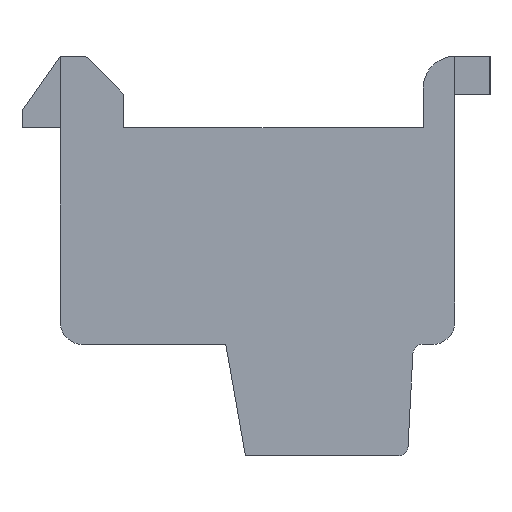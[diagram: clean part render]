
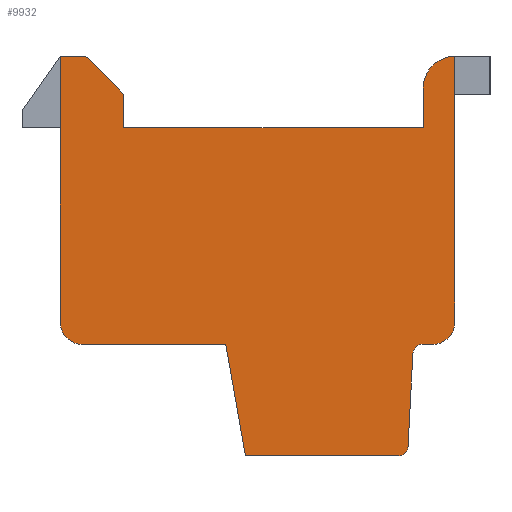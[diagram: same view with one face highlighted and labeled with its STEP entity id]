
A CAD part, left-side view. The second image highlights one B-rep face of the part: STEP entity #9932.
In plain terms, the highlighted planar face has unit normal (-1, 0, 0).
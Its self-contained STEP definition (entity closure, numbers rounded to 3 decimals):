
#1=CARTESIAN_POINT('',(0.,-5.55,-2.075));
#2=DIRECTION('',(1.,0.,0.));
#3=DIRECTION('',(0.,-1.,0.));
#4=AXIS2_PLACEMENT_3D('',#1,#2,#3);
#6=DIRECTION('',(0.,1.,0.));
#7=VECTOR('',#6,0.323);
#8=CARTESIAN_POINT('',(0.,-5.55,-2.775));
#9=LINE('',#8,#7);
#10=CARTESIAN_POINT('',(0.,-5.227,-3.075));
#11=DIRECTION('',(-1.,0.,0.));
#12=DIRECTION('',(0.,0.,1.));
#13=AXIS2_PLACEMENT_3D('',#10,#11,#12);
#15=DIRECTION('',(0.,0.052,-0.999));
#16=VECTOR('',#15,2.904);
#17=CARTESIAN_POINT('',(0.,-4.927,-3.075));
#18=LINE('',#17,#16);
#19=CARTESIAN_POINT('',(0.,-4.475,-5.975));
#20=DIRECTION('',(1.,0.,0.));
#21=DIRECTION('',(0.,-1.,0.));
#22=AXIS2_PLACEMENT_3D('',#19,#20,#21);
#24=DIRECTION('',(0.,1.,0.));
#25=VECTOR('',#24,4.808);
#26=CARTESIAN_POINT('',(0.,-4.475,-6.275));
#27=LINE('',#26,#25);
#28=DIRECTION('',(0.,0.174,0.985));
#29=VECTOR('',#28,3.554);
#30=CARTESIAN_POINT('',(0.,0.333,-6.275));
#31=LINE('',#30,#29);
#32=DIRECTION('',(0.,1.,0.));
#33=VECTOR('',#32,4.5);
#34=CARTESIAN_POINT('',(0.,0.95,-2.775));
#35=LINE('',#34,#33);
#36=CARTESIAN_POINT('',(0.,5.45,-2.075));
#37=DIRECTION('',(1.,0.,0.));
#38=DIRECTION('',(0.,0.,-1.));
#39=AXIS2_PLACEMENT_3D('',#36,#37,#38);
#41=CARTESIAN_POINT('',(0.,6.072,6.125));
#42=DIRECTION('',(1.,0.,0.));
#43=DIRECTION('',(0.,0.521,0.854));
#44=AXIS2_PLACEMENT_3D('',#41,#42,#43);
#46=DIRECTION('',(0.,-1.,0.));
#47=VECTOR('',#46,0.66);
#48=CARTESIAN_POINT('',(0.,6.072,6.275));
#49=LINE('',#48,#47);
#50=CARTESIAN_POINT('',(0.,5.412,6.125));
#51=DIRECTION('',(1.,0.,0.));
#52=DIRECTION('',(0.,0.,1.));
#53=AXIS2_PLACEMENT_3D('',#50,#51,#52);
#55=DIRECTION('',(0.,-0.707,-0.707));
#56=VECTOR('',#55,1.573);
#57=CARTESIAN_POINT('',(0.,5.306,6.231));
#58=LINE('',#57,#56);
#59=CARTESIAN_POINT('',(0.,4.3,5.013));
#60=DIRECTION('',(1.,0.,0.));
#61=DIRECTION('',(0.,-0.707,0.707));
#62=AXIS2_PLACEMENT_3D('',#59,#60,#61);
#64=DIRECTION('',(0.,0.,-1.));
#65=VECTOR('',#64,0.988);
#66=CARTESIAN_POINT('',(0.,4.15,5.013));
#67=LINE('',#66,#65);
#68=DIRECTION('',(0.,-1.,0.));
#69=VECTOR('',#68,9.4);
#70=CARTESIAN_POINT('',(0.,4.15,4.025));
#71=LINE('',#70,#69);
#72=DIRECTION('',(0.,0.,1.));
#73=VECTOR('',#72,1.25);
#74=CARTESIAN_POINT('',(0.,-5.25,4.025));
#75=LINE('',#74,#73);
#76=CARTESIAN_POINT('',(0.,-6.25,5.275));
#77=DIRECTION('',(1.,0.,0.));
#78=DIRECTION('',(0.,1.,0.));
#79=AXIS2_PLACEMENT_3D('',#76,#77,#78);
#273=DIRECTION('',(0.,0.,1.));
#274=VECTOR('',#273,8.35);
#275=CARTESIAN_POINT('',(0.,-6.25,-2.075));
#276=LINE('',#275,#274);
#4537=DIRECTION('',(0.,0.,-1.));
#4538=VECTOR('',#4537,8.328);
#4539=CARTESIAN_POINT('',(0.,6.15,6.253));
#4540=LINE('',#4539,#4538);
#7533=CARTESIAN_POINT('',(0.,6.072,6.275));
#7534=CARTESIAN_POINT('',(0.,5.412,6.275));
#7535=VERTEX_POINT('',#7533);
#7536=VERTEX_POINT('',#7534);
#7537=CARTESIAN_POINT('',(0.,5.306,6.231));
#7538=VERTEX_POINT('',#7537);
#7539=CARTESIAN_POINT('',(0.,4.194,5.119));
#7540=VERTEX_POINT('',#7539);
#7541=CARTESIAN_POINT('',(0.,4.15,5.013));
#7542=VERTEX_POINT('',#7541);
#7543=CARTESIAN_POINT('',(0.,4.15,4.025));
#7544=VERTEX_POINT('',#7543);
#7545=CARTESIAN_POINT('',(0.,-5.25,4.025));
#7546=VERTEX_POINT('',#7545);
#7547=CARTESIAN_POINT('',(0.,-5.25,5.275));
#7548=VERTEX_POINT('',#7547);
#7549=CARTESIAN_POINT('',(0.,-6.25,-2.075));
#7550=CARTESIAN_POINT('',(0.,-5.55,-2.775));
#7551=VERTEX_POINT('',#7549);
#7552=VERTEX_POINT('',#7550);
#7553=CARTESIAN_POINT('',(0.,-5.227,-2.775));
#7554=VERTEX_POINT('',#7553);
#7555=CARTESIAN_POINT('',(0.,-4.927,-3.075));
#7556=VERTEX_POINT('',#7555);
#7557=CARTESIAN_POINT('',(0.,-4.775,-5.975));
#7558=VERTEX_POINT('',#7557);
#7559=CARTESIAN_POINT('',(0.,-4.475,-6.275));
#7560=VERTEX_POINT('',#7559);
#7561=CARTESIAN_POINT('',(0.,0.333,-6.275));
#7562=VERTEX_POINT('',#7561);
#7563=CARTESIAN_POINT('',(0.,0.95,-2.775));
#7564=VERTEX_POINT('',#7563);
#7565=CARTESIAN_POINT('',(0.,5.45,-2.775));
#7566=VERTEX_POINT('',#7565);
#7567=CARTESIAN_POINT('',(0.,6.15,-2.075));
#7568=VERTEX_POINT('',#7567);
#8553=CARTESIAN_POINT('',(0.,6.15,6.253));
#8554=VERTEX_POINT('',#8553);
#8557=CARTESIAN_POINT('',(0.,-6.25,6.275));
#8558=VERTEX_POINT('',#8557);
#9885=CARTESIAN_POINT('',(0.,0.,0.));
#9886=DIRECTION('',(1.,0.,0.));
#9887=DIRECTION('',(0.,-1.,0.));
#9888=AXIS2_PLACEMENT_3D('',#9885,#9886,#9887);
#9889=PLANE('',#9888);
#9891=ORIENTED_EDGE('',*,*,#9890,.F.);
#9893=ORIENTED_EDGE('',*,*,#9892,.T.);
#9895=ORIENTED_EDGE('',*,*,#9894,.T.);
#9897=ORIENTED_EDGE('',*,*,#9896,.T.);
#9899=ORIENTED_EDGE('',*,*,#9898,.T.);
#9901=ORIENTED_EDGE('',*,*,#9900,.T.);
#9903=ORIENTED_EDGE('',*,*,#9902,.T.);
#9905=ORIENTED_EDGE('',*,*,#9904,.T.);
#9907=ORIENTED_EDGE('',*,*,#9906,.T.);
#9909=ORIENTED_EDGE('',*,*,#9908,.T.);
#9911=ORIENTED_EDGE('',*,*,#9910,.F.);
#9913=ORIENTED_EDGE('',*,*,#9912,.T.);
#9915=ORIENTED_EDGE('',*,*,#9914,.T.);
#9917=ORIENTED_EDGE('',*,*,#9916,.T.);
#9919=ORIENTED_EDGE('',*,*,#9918,.T.);
#9921=ORIENTED_EDGE('',*,*,#9920,.T.);
#9923=ORIENTED_EDGE('',*,*,#9922,.T.);
#9925=ORIENTED_EDGE('',*,*,#9924,.T.);
#9927=ORIENTED_EDGE('',*,*,#9926,.T.);
#9929=ORIENTED_EDGE('',*,*,#9928,.T.);
#9930=EDGE_LOOP('',(#9891,#9893,#9895,#9897,#9899,#9901,#9903,#9905,#9907,#9909,
#9911,#9913,#9915,#9917,#9919,#9921,#9923,#9925,#9927,#9929));
#9931=FACE_OUTER_BOUND('',#9930,.F.);
#9932=ADVANCED_FACE('',(#9931),#9889,.F.);
#5=CIRCLE('',#4,0.7);
#14=CIRCLE('',#13,0.3);
#23=CIRCLE('',#22,0.3);
#40=CIRCLE('',#39,0.7);
#45=CIRCLE('',#44,0.15);
#54=CIRCLE('',#53,0.15);
#63=CIRCLE('',#62,0.15);
#80=CIRCLE('',#79,1.);
#9890=EDGE_CURVE('',#7551,#8558,#276,.T.);
#9892=EDGE_CURVE('',#7551,#7552,#5,.T.);
#9894=EDGE_CURVE('',#7552,#7554,#9,.T.);
#9896=EDGE_CURVE('',#7554,#7556,#14,.T.);
#9898=EDGE_CURVE('',#7556,#7558,#18,.T.);
#9900=EDGE_CURVE('',#7558,#7560,#23,.T.);
#9902=EDGE_CURVE('',#7560,#7562,#27,.T.);
#9904=EDGE_CURVE('',#7562,#7564,#31,.T.);
#9906=EDGE_CURVE('',#7564,#7566,#35,.T.);
#9908=EDGE_CURVE('',#7566,#7568,#40,.T.);
#9910=EDGE_CURVE('',#8554,#7568,#4540,.T.);
#9912=EDGE_CURVE('',#8554,#7535,#45,.T.);
#9914=EDGE_CURVE('',#7535,#7536,#49,.T.);
#9916=EDGE_CURVE('',#7536,#7538,#54,.T.);
#9918=EDGE_CURVE('',#7538,#7540,#58,.T.);
#9920=EDGE_CURVE('',#7540,#7542,#63,.T.);
#9922=EDGE_CURVE('',#7542,#7544,#67,.T.);
#9924=EDGE_CURVE('',#7544,#7546,#71,.T.);
#9926=EDGE_CURVE('',#7546,#7548,#75,.T.);
#9928=EDGE_CURVE('',#7548,#8558,#80,.T.);
